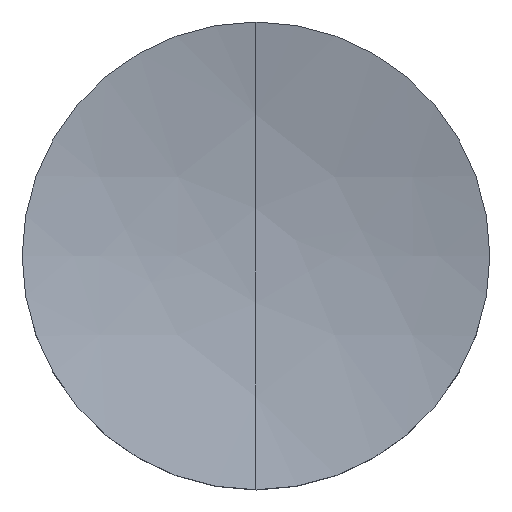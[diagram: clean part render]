
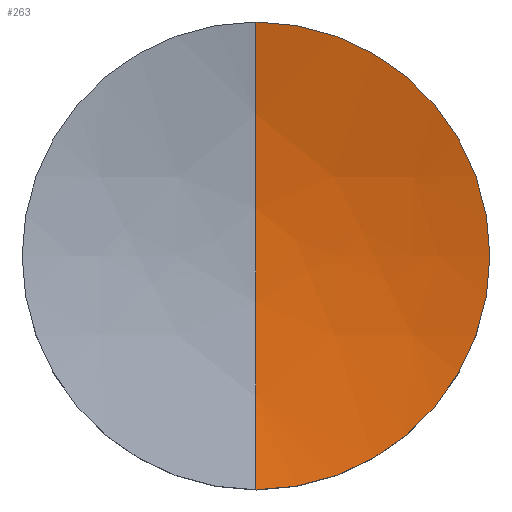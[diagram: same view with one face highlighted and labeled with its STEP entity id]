
A CAD part, top view. The second image highlights one B-rep face of the part: STEP entity #263.
In plain terms, the highlighted free-form (B-spline) face has degree [3, 3] with [4, 4] control points.
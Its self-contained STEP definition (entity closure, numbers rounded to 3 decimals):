
#8 = ORIENTED_EDGE ( 'NONE', *, *, #102, .T. ) ;
#12 = CARTESIAN_POINT ( 'NONE',  ( 0., 6.425, 2.996 ) ) ;
#15 = CARTESIAN_POINT ( 'NONE',  ( 4.166, 6.425, 3.252 ) ) ;
#27 = CARTESIAN_POINT ( 'NONE',  ( 0., 0., 28.51 ) ) ;
#32 = DIRECTION ( 'NONE',  ( 0., 1., 0. ) ) ;
#49 = CIRCLE ( 'NONE', #149, 26.31 ) ;
#52 = VERTEX_POINT ( 'NONE', #192 ) ;
#54 = DIRECTION ( 'NONE',  ( 0., 0., -1. ) ) ;
#61 = DIRECTION ( 'NONE',  ( 1., 0., 0. ) ) ;
#63 = CARTESIAN_POINT ( 'NONE',  ( 0., 2.186, 1.929 ) ) ;
#80 = VERTEX_POINT ( 'NONE', #173 ) ;
#84 = EDGE_CURVE ( 'NONE', #80, #52, #153, .T. ) ;
#85 = CARTESIAN_POINT ( 'NONE',  ( 2.178, -2.186, 1.929 ) ) ;
#86 = ORIENTED_EDGE ( 'NONE', *, *, #99, .F. ) ;
#97 = FACE_OUTER_BOUND ( 'NONE', #280, .T. ) ;
#98 = CARTESIAN_POINT ( 'NONE',  ( 0., 0., 2.978 ) ) ;
#99 = EDGE_CURVE ( 'NONE', #240, #80, #220, .T. ) ;
#101 = DIRECTION ( 'NONE',  ( 0., 0., -1. ) ) ;
#102 = EDGE_CURVE ( 'NONE', #240, #52, #49, .T. ) ;
#111 = CARTESIAN_POINT ( 'NONE',  ( 0., -6.425, 2.996 ) ) ;
#128 = CARTESIAN_POINT ( 'NONE',  ( 0., 0., 2.978 ) ) ;
#149 = AXIS2_PLACEMENT_3D ( 'NONE', #27, #150, #32 ) ;
#150 = DIRECTION ( 'NONE',  ( -1., 0., 0. ) ) ;
#152 = CARTESIAN_POINT ( 'NONE',  ( 6.194, 6.425, 3.76 ) ) ;
#153 = CIRCLE ( 'NONE', #250, 6.35 ) ;
#159 = CARTESIAN_POINT ( 'NONE',  ( 4.34, -2.186, 2.195 ) ) ;
#160 = CARTESIAN_POINT ( 'NONE',  ( 6.453, -2.186, 2.724 ) ) ;
#165 =( BOUNDED_SURFACE ( )  B_SPLINE_SURFACE ( 3, 3, ( 
 ( #152, #15, #264, #12 ),
 ( #203, #223, #181, #63 ),
 ( #160, #159, #85, #251 ),
 ( #209, #290, #247, #111 ) ),
 .UNSPECIFIED., .F., .F., .F. ) 
 B_SPLINE_SURFACE_WITH_KNOTS ( ( 4, 4 ),
 ( 4, 4 ),
 ( 0., 1. ),
 ( 0., 1. ),
 .UNSPECIFIED. ) 
 GEOMETRIC_REPRESENTATION_ITEM ( )  RATIONAL_B_SPLINE_SURFACE ( (
 ( 1., 0.995, 0.995, 1.),
 ( 0.98, 0.975, 0.975, 0.98),
 ( 0.98, 0.975, 0.975, 0.98),
 ( 1., 0.995, 0.995, 1.) ) ) 
 REPRESENTATION_ITEM ( '' )  SURFACE ( )  );
#173 = CARTESIAN_POINT ( 'NONE',  ( 6.35, 0., 2.978 ) ) ;
#181 = CARTESIAN_POINT ( 'NONE',  ( 2.178, 2.186, 1.929 ) ) ;
#192 = CARTESIAN_POINT ( 'NONE',  ( 0., -6.35, 2.978 ) ) ;
#197 = DIRECTION ( 'NONE',  ( 1., 0., 0. ) ) ;
#203 = CARTESIAN_POINT ( 'NONE',  ( 6.453, 2.186, 2.724 ) ) ;
#204 = ORIENTED_EDGE ( 'NONE', *, *, #84, .F. ) ;
#209 = CARTESIAN_POINT ( 'NONE',  ( 6.194, -6.425, 3.76 ) ) ;
#211 = AXIS2_PLACEMENT_3D ( 'NONE', #128, #54, #61 ) ;
#220 = CIRCLE ( 'NONE', #211, 6.35 ) ;
#223 = CARTESIAN_POINT ( 'NONE',  ( 4.34, 2.186, 2.195 ) ) ;
#240 = VERTEX_POINT ( 'NONE', #285 ) ;
#247 = CARTESIAN_POINT ( 'NONE',  ( 2.091, -6.425, 2.996 ) ) ;
#250 = AXIS2_PLACEMENT_3D ( 'NONE', #98, #101, #197 ) ;
#251 = CARTESIAN_POINT ( 'NONE',  ( 0., -2.186, 1.929 ) ) ;
#263 = ADVANCED_FACE ( 'NONE', ( #97 ), #165, .F. ) ;
#264 = CARTESIAN_POINT ( 'NONE',  ( 2.091, 6.425, 2.996 ) ) ;
#280 = EDGE_LOOP ( 'NONE', ( #86, #8, #204 ) ) ;
#285 = CARTESIAN_POINT ( 'NONE',  ( 0., 6.35, 2.978 ) ) ;
#290 = CARTESIAN_POINT ( 'NONE',  ( 4.166, -6.425, 3.252 ) ) ;
